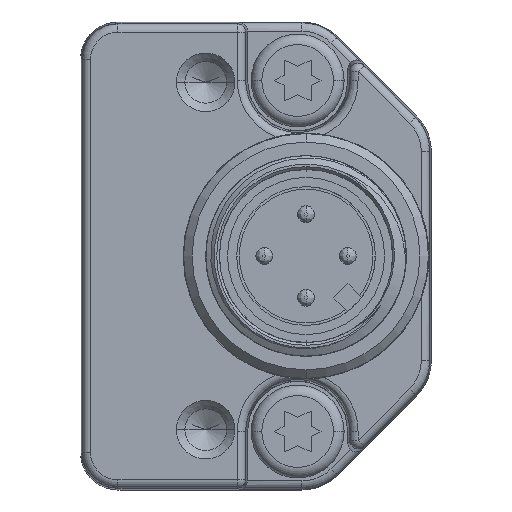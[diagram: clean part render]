
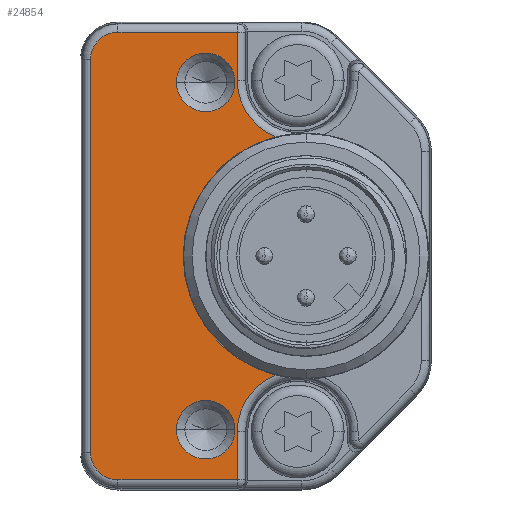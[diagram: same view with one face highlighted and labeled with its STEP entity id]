
A CAD part, left-side view. The second image highlights one B-rep face of the part: STEP entity #24854.
In plain terms, the highlighted planar face has unit normal (-1, 0, 0).
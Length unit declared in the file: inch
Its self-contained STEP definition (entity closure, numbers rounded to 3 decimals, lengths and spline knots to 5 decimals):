
#1836=CARTESIAN_POINT('',(-0.49213,0.31496,
-0.41339));
#1837=DIRECTION('',(1.,0.,0.));
#1838=DIRECTION('',(0.,1.,0.));
#1839=AXIS2_PLACEMENT_3D('',#1836,#1837,#1838);
#1841=DIRECTION('',(0.,0.,1.));
#1842=VECTOR('',#1841,0.11399);
#1843=CARTESIAN_POINT('',(-0.49213,0.45723,
-0.52737));
#1844=LINE('',#1843,#1842);
#1845=DIRECTION('',(0.,-1.,0.));
#1846=VECTOR('',#1845,0.28096);
#1847=CARTESIAN_POINT('',(-0.49213,0.73819,
-0.52737));
#1848=LINE('',#1847,#1846);
#1849=CARTESIAN_POINT('',(-0.49213,0.73819,
-0.4626));
#1850=DIRECTION('',(-1.,0.,0.));
#1851=DIRECTION('',(0.,1.,0.));
#1852=AXIS2_PLACEMENT_3D('',#1849,#1850,#1851);
#1854=DIRECTION('',(0.,0.,-1.));
#1855=VECTOR('',#1854,0.9252);
#1856=CARTESIAN_POINT('',(-0.49213,0.80296,
0.4626));
#1857=LINE('',#1856,#1855);
#1858=CARTESIAN_POINT('',(-0.49213,0.73819,
0.4626));
#1859=DIRECTION('',(-1.,0.,0.));
#1860=DIRECTION('',(0.,0.,1.));
#1861=AXIS2_PLACEMENT_3D('',#1858,#1859,#1860);
#1863=DIRECTION('',(0.,1.,0.));
#1864=VECTOR('',#1863,0.28096);
#1865=CARTESIAN_POINT('',(-0.49213,0.45723,
0.52737));
#1866=LINE('',#1865,#1864);
#1867=DIRECTION('',(0.,0.,1.));
#1868=VECTOR('',#1867,0.11399);
#1869=CARTESIAN_POINT('',(-0.49213,0.45723,
0.41339));
#1870=LINE('',#1869,#1868);
#1871=CARTESIAN_POINT('',(-0.49213,0.31496,
0.41339));
#1872=DIRECTION('',(1.,0.,0.));
#1873=DIRECTION('',(0.,0.359,-0.933));
#1874=AXIS2_PLACEMENT_3D('',#1871,#1872,#1873);
#1876=CARTESIAN_POINT('',(-0.49213,0.29528,0.));
#1877=DIRECTION('',(-1.,0.,0.));
#1878=DIRECTION('',(0.,0.244,0.97));
#1879=AXIS2_PLACEMENT_3D('',#1876,#1877,#1878);
#1881=CARTESIAN_POINT('',(-0.49213,0.5315,
-0.40915));
#1882=DIRECTION('',(1.,0.,0.));
#1883=DIRECTION('',(0.,1.,0.));
#1884=AXIS2_PLACEMENT_3D('',#1881,#1882,#1883);
#1886=CARTESIAN_POINT('',(-0.49213,0.5315,
-0.40915));
#1887=DIRECTION('',(1.,0.,0.));
#1888=DIRECTION('',(0.,-1.,0.));
#1889=AXIS2_PLACEMENT_3D('',#1886,#1887,#1888);
#1891=CARTESIAN_POINT('',(-0.49213,0.5315,
0.40915));
#1892=DIRECTION('',(1.,0.,0.));
#1893=DIRECTION('',(0.,1.,0.));
#1894=AXIS2_PLACEMENT_3D('',#1891,#1892,#1893);
#1896=CARTESIAN_POINT('',(-0.49213,0.5315,
0.40915));
#1897=DIRECTION('',(1.,0.,0.));
#1898=DIRECTION('',(0.,-1.,0.));
#1899=AXIS2_PLACEMENT_3D('',#1896,#1897,#1898);
#19361=CARTESIAN_POINT('',(-0.49213,0.80296,
-0.4626));
#19362=CARTESIAN_POINT('',(-0.49213,0.73819,
-0.52737));
#19363=VERTEX_POINT('',#19361);
#19364=VERTEX_POINT('',#19362);
#19369=CARTESIAN_POINT('',(-0.49213,0.80296,
0.4626));
#19370=VERTEX_POINT('',#19369);
#19373=CARTESIAN_POINT('',(-0.49213,0.73819,
0.52737));
#19374=VERTEX_POINT('',#19373);
#19397=CARTESIAN_POINT('',(-0.49213,0.60039,
-0.40915));
#19398=CARTESIAN_POINT('',(-0.49213,0.4626,
-0.40915));
#19399=VERTEX_POINT('',#19397);
#19400=VERTEX_POINT('',#19398);
#19405=CARTESIAN_POINT('',(-0.49213,0.60039,
0.40915));
#19406=CARTESIAN_POINT('',(-0.49213,0.4626,
0.40915));
#19407=VERTEX_POINT('',#19405);
#19408=VERTEX_POINT('',#19406);
#19441=CARTESIAN_POINT('',(-0.49213,0.45723,
-0.41339));
#19442=CARTESIAN_POINT('',(-0.49213,0.366,
-0.28059));
#19443=VERTEX_POINT('',#19441);
#19444=VERTEX_POINT('',#19442);
#19445=CARTESIAN_POINT('',(-0.49213,0.45723,
-0.52737));
#19446=VERTEX_POINT('',#19445);
#19469=CARTESIAN_POINT('',(-0.49213,0.366,
0.28059));
#19470=CARTESIAN_POINT('',(-0.49213,0.45723,
0.41339));
#19471=VERTEX_POINT('',#19469);
#19472=VERTEX_POINT('',#19470);
#19473=CARTESIAN_POINT('',(-0.49213,0.45723,
0.52737));
#19474=VERTEX_POINT('',#19473);
#24817=CARTESIAN_POINT('',(-0.49213,0.,0.));
#24818=DIRECTION('',(-1.,0.,0.));
#24819=DIRECTION('',(0.,0.,1.));
#24820=AXIS2_PLACEMENT_3D('',#24817,#24818,#24819);
#24821=PLANE('',#24820);
#24823=ORIENTED_EDGE('',*,*,#24822,.F.);
#24824=ORIENTED_EDGE('',*,*,#24807,.F.);
#24825=ORIENTED_EDGE('',*,*,#24784,.F.);
#24827=ORIENTED_EDGE('',*,*,#24826,.F.);
#24829=ORIENTED_EDGE('',*,*,#24828,.F.);
#24831=ORIENTED_EDGE('',*,*,#24830,.F.);
#24833=ORIENTED_EDGE('',*,*,#24832,.F.);
#24835=ORIENTED_EDGE('',*,*,#24834,.F.);
#24837=ORIENTED_EDGE('',*,*,#24836,.F.);
#24839=ORIENTED_EDGE('',*,*,#24838,.T.);
#24840=EDGE_LOOP('',(#24823,#24824,#24825,#24827,#24829,#24831,#24833,#24835,
#24837,#24839));
#24841=FACE_OUTER_BOUND('',#24840,.F.);
#24843=ORIENTED_EDGE('',*,*,#24842,.F.);
#24845=ORIENTED_EDGE('',*,*,#24844,.F.);
#24846=EDGE_LOOP('',(#24843,#24845));
#24847=FACE_BOUND('',#24846,.F.);
#24849=ORIENTED_EDGE('',*,*,#24848,.F.);
#24851=ORIENTED_EDGE('',*,*,#24850,.F.);
#24852=EDGE_LOOP('',(#24849,#24851));
#24853=FACE_BOUND('',#24852,.F.);
#24854=ADVANCED_FACE('',(#24841,#24847,#24853),#24821,.T.);
#1840=CIRCLE('',#1839,0.14227);
#1853=CIRCLE('',#1852,0.06477);
#1862=CIRCLE('',#1861,0.06477);
#1875=CIRCLE('',#1874,0.14227);
#1880=CIRCLE('',#1879,0.28937);
#1885=CIRCLE('',#1884,0.0689);
#1890=CIRCLE('',#1889,0.0689);
#1895=CIRCLE('',#1894,0.0689);
#1900=CIRCLE('',#1899,0.0689);
#24784=EDGE_CURVE('',#19364,#19446,#1848,.T.);
#24807=EDGE_CURVE('',#19446,#19443,#1844,.T.);
#24822=EDGE_CURVE('',#19443,#19444,#1840,.T.);
#24826=EDGE_CURVE('',#19363,#19364,#1853,.T.);
#24828=EDGE_CURVE('',#19370,#19363,#1857,.T.);
#24830=EDGE_CURVE('',#19374,#19370,#1862,.T.);
#24832=EDGE_CURVE('',#19474,#19374,#1866,.T.);
#24834=EDGE_CURVE('',#19472,#19474,#1870,.T.);
#24836=EDGE_CURVE('',#19471,#19472,#1875,.T.);
#24838=EDGE_CURVE('',#19471,#19444,#1880,.T.);
#24842=EDGE_CURVE('',#19399,#19400,#1885,.T.);
#24844=EDGE_CURVE('',#19400,#19399,#1890,.T.);
#24848=EDGE_CURVE('',#19407,#19408,#1895,.T.);
#24850=EDGE_CURVE('',#19408,#19407,#1900,.T.);
